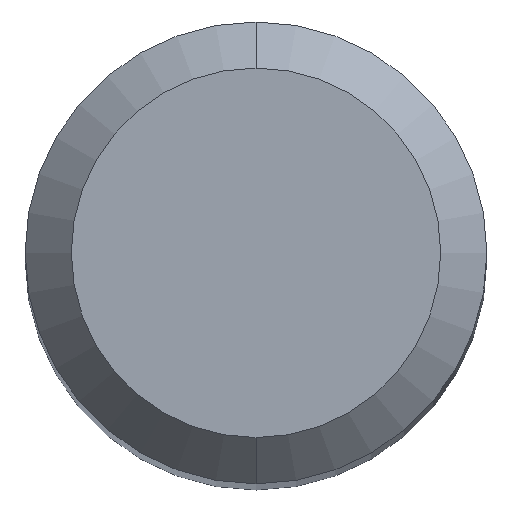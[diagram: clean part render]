
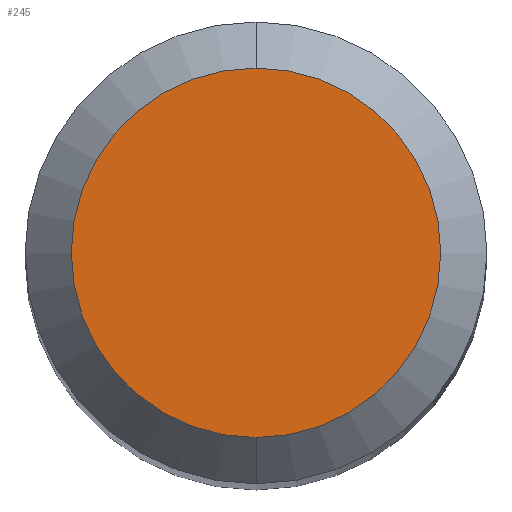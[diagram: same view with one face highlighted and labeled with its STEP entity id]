
A CAD part, top view. The second image highlights one B-rep face of the part: STEP entity #245.
In plain terms, the highlighted planar face has unit normal (0, 0, 1).
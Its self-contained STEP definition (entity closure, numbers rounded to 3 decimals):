
#199=VERTEX_POINT('',#494);
#229=EDGE_CURVE('',#289,#199,#526,.T.);
#245=ADVANCED_FACE('',(#543),#544,.T.);
#273=EDGE_CURVE('',#199,#289,#573,.T.);
#289=VERTEX_POINT('',#590);
#494=CARTESIAN_POINT('',(0.,-1.2,0.0));
#526=CIRCLE('',#956,1.2);
#543=FACE_OUTER_BOUND('',#980,.T.);
#544=PLANE('',#981);
#573=CIRCLE('',#1026,1.2);
#590=CARTESIAN_POINT('',(0.0,1.2,0.0));
#956=AXIS2_PLACEMENT_3D('',#1459,#1460,#1461);
#980=EDGE_LOOP('',(#1478,#1479));
#981=AXIS2_PLACEMENT_3D('',#1480,#1481,#1482);
#1026=AXIS2_PLACEMENT_3D('',#1506,#1507,#1508);
#1459=CARTESIAN_POINT('',(0.0,0.0,0.0));
#1460=DIRECTION('',(0.0,0.0,-1.0));
#1461=DIRECTION('',(0.0,1.0,0.0));
#1478=ORIENTED_EDGE('',*,*,#229,.F.);
#1479=ORIENTED_EDGE('',*,*,#273,.F.);
#1480=CARTESIAN_POINT('',(0.0,0.6,0.0));
#1481=DIRECTION('',(-0.0,0.0,1.0));
#1482=DIRECTION('',(0.0,-1.0,0.0));
#1506=CARTESIAN_POINT('',(0.0,0.0,0.0));
#1507=DIRECTION('',(0.0,0.0,-1.0));
#1508=DIRECTION('',(0.0,1.0,0.0));
